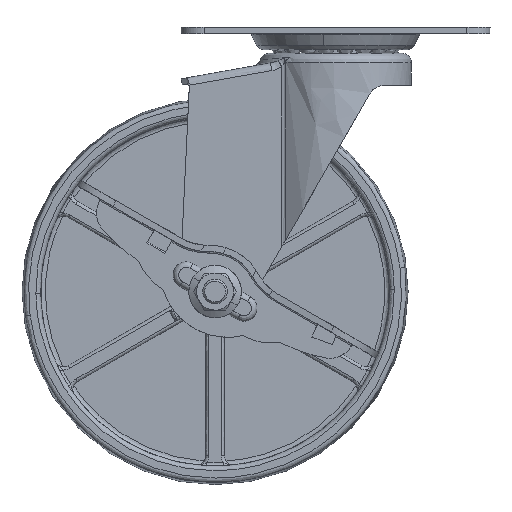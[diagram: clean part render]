
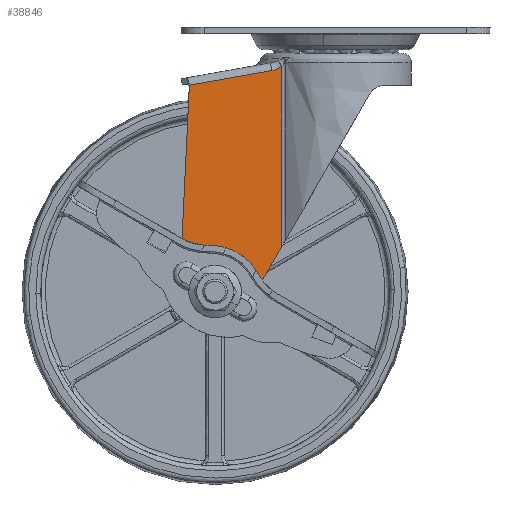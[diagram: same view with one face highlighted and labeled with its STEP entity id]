
A CAD part, front view. The second image highlights one B-rep face of the part: STEP entity #38846.
In plain terms, the highlighted free-form (B-spline) face has degree [1, 1] with [2, 2] control points.
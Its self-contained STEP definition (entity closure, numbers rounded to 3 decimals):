
#36337=CARTESIAN_POINT('',(-36.247,-18.0,-86.401));
#36338=VERTEX_POINT('',#36337);
#36344=CARTESIAN_POINT('',(-35.,-18.,-83.5));
#36345=VERTEX_POINT('',#36344);
#36346=CARTESIAN_POINT('',(-36.247,-18.0,-86.401));
#36347=CARTESIAN_POINT('',(-35.878,-18.,-86.053));
#36348=CARTESIAN_POINT('',(-35.238,-18.,-85.156));
#36349=CARTESIAN_POINT('',(-34.999,-18.,-84.075));
#36350=CARTESIAN_POINT('',(-35.,-18.,-83.5));
#36351=B_SPLINE_CURVE_WITH_KNOTS('',3,(#36346,#36347,#36348,#36349,#36350),.UNSPECIFIED.,.F.,.U.,(4,1,4),(0.,1.522,3.246),.UNSPECIFIED.);
#36352=EDGE_CURVE('',#36338,#36345,#36351,.T.);
#36354=CARTESIAN_POINT('',(-39.0,-18.0,-79.5));
#36355=VERTEX_POINT('',#36354);
#36356=CARTESIAN_POINT('',(-35.,-18.,-83.5));
#36357=CARTESIAN_POINT('',(-35.,-18.,-83.107));
#36358=CARTESIAN_POINT('',(-35.126,-18.,-82.256));
#36359=CARTESIAN_POINT('',(-35.723,-18.,-81.07));
#36360=CARTESIAN_POINT('',(-36.685,-18.,-80.154));
#36361=CARTESIAN_POINT('',(-37.822,-18.,-79.617));
#36362=CARTESIAN_POINT('',(-38.607,-18.,-79.5));
#36363=CARTESIAN_POINT('',(-39.0,-18.0,-79.5));
#36364=B_SPLINE_CURVE_WITH_KNOTS('',3,(#36356,#36357,#36358,#36359,#36360,#36361,#36362,#36363),.UNSPECIFIED.,.F.,.U.,(4,1,1,1,1,4),(0.,1.178,2.553,3.927,5.105,6.283),.UNSPECIFIED.);
#36365=EDGE_CURVE('',#36345,#36355,#36364,.T.);
#36367=CARTESIAN_POINT('',(-41.753,-18.0,-80.599));
#36368=VERTEX_POINT('',#36367);
#36369=CARTESIAN_POINT('',(-39.0,-18.0,-79.5));
#36370=CARTESIAN_POINT('',(-39.475,-18.,-79.5));
#36371=CARTESIAN_POINT('',(-40.487,-18.,-79.682));
#36372=CARTESIAN_POINT('',(-41.364,-18.0,-80.228));
#36373=CARTESIAN_POINT('',(-41.753,-18.0,-80.599));
#36374=B_SPLINE_CURVE_WITH_KNOTS('',3,(#36369,#36370,#36371,#36372,#36373),.UNSPECIFIED.,.F.,.U.,(4,1,4),(0.,1.424,3.037),.UNSPECIFIED.);
#36375=EDGE_CURVE('',#36355,#36368,#36374,.T.);
#36459=CARTESIAN_POINT('',(-43.,-18.,-83.5));
#36460=VERTEX_POINT('',#36459);
#36461=CARTESIAN_POINT('',(-41.753,-18.0,-80.599));
#36462=CARTESIAN_POINT('',(-42.171,-18.,-80.994));
#36463=CARTESIAN_POINT('',(-42.791,-18.,-81.911));
#36464=CARTESIAN_POINT('',(-43.,-18.,-82.993));
#36465=CARTESIAN_POINT('',(-43.,-18.,-83.5));
#36466=B_SPLINE_CURVE_WITH_KNOTS('',3,(#36461,#36462,#36463,#36464,#36465),.UNSPECIFIED.,.F.,.U.,(4,1,4),(0.,1.725,3.246),.UNSPECIFIED.);
#36467=EDGE_CURVE('',#36368,#36460,#36466,.T.);
#36469=CARTESIAN_POINT('',(-39.0,-18.0,-87.5));
#36470=VERTEX_POINT('',#36469);
#36471=CARTESIAN_POINT('',(-43.,-18.,-83.5));
#36472=CARTESIAN_POINT('',(-43.001,-18.,-84.056));
#36473=CARTESIAN_POINT('',(-42.833,-18.,-84.841));
#36474=CARTESIAN_POINT('',(-42.311,-18.,-85.791));
#36475=CARTESIAN_POINT('',(-41.675,-18.,-86.547));
#36476=CARTESIAN_POINT('',(-40.57,-18.,-87.285));
#36477=CARTESIAN_POINT('',(-39.556,-18.,-87.501));
#36478=CARTESIAN_POINT('',(-39.0,-18.0,-87.5));
#36479=B_SPLINE_CURVE_WITH_KNOTS('',3,(#36471,#36472,#36473,#36474,#36475,#36476,#36477,#36478),.UNSPECIFIED.,.F.,.U.,(4,1,1,1,1,4),(0.,1.669,2.356,3.24,4.614,6.283),.UNSPECIFIED.);
#36480=EDGE_CURVE('',#36460,#36470,#36479,.T.);
#36482=CARTESIAN_POINT('',(-39.0,-18.0,-87.5));
#36483=CARTESIAN_POINT('',(-38.462,-18.,-87.501));
#36484=CARTESIAN_POINT('',(-37.45,-18.,-87.293));
#36485=CARTESIAN_POINT('',(-36.591,-18.,-86.728));
#36486=CARTESIAN_POINT('',(-36.247,-18.0,-86.401));
#36487=B_SPLINE_CURVE_WITH_KNOTS('',3,(#36482,#36483,#36484,#36485,#36486),.UNSPECIFIED.,.F.,.U.,(4,1,4),(0.,1.613,3.037),.UNSPECIFIED.);
#36488=EDGE_CURVE('',#36470,#36338,#36487,.T.);
#37334=CARTESIAN_POINT('',(-47.324,-18.0,-16.693));
#37335=VERTEX_POINT('',#37334);
#37343=CARTESIAN_POINT('',(-20.595,-18.0,-11.98));
#37344=VERTEX_POINT('',#37343);
#37345=CARTESIAN_POINT('',(-20.595,-18.0,-11.98));
#37346=CARTESIAN_POINT('',(-47.324,-18.0,-16.693));
#37347=QUASI_UNIFORM_CURVE('',1,(#37345,#37346),.UNSPECIFIED.,.F.,.U.);
#37348=EDGE_CURVE('',#37344,#37335,#37347,.T.);
#37985=CARTESIAN_POINT('',(-17.385,-18.0,-10.731));
#37986=VERTEX_POINT('',#37985);
#38002=CARTESIAN_POINT('',(-17.385,-18.0,-68.974));
#38003=VERTEX_POINT('',#38002);
#38004=CARTESIAN_POINT('',(-17.385,-18.0,-68.974));
#38005=CARTESIAN_POINT('',(-17.385,-18.0,-10.731));
#38006=QUASI_UNIFORM_CURVE('',1,(#38004,#38005),.UNSPECIFIED.,.F.,.U.);
#38007=EDGE_CURVE('',#38003,#37986,#38006,.T.);
#38159=CARTESIAN_POINT('',(-50.487,-18.0,-82.952));
#38160=VERTEX_POINT('',#38159);
#38187=CARTESIAN_POINT('',(-29.03,-18.0,-89.231));
#38188=VERTEX_POINT('',#38187);
#38194=CARTESIAN_POINT('',(-50.487,-18.0,-82.952));
#38195=CARTESIAN_POINT('',(-50.533,-18.,-83.909));
#38196=CARTESIAN_POINT('',(-50.405,-18.,-85.555));
#38197=CARTESIAN_POINT('',(-49.715,-18.,-87.86));
#38198=CARTESIAN_POINT('',(-48.587,-18.,-90.033));
#38199=CARTESIAN_POINT('',(-46.964,-18.,-91.931));
#38200=CARTESIAN_POINT('',(-45.063,-18.,-93.343));
#38201=CARTESIAN_POINT('',(-43.126,-18.,-94.307));
#38202=CARTESIAN_POINT('',(-41.038,-18.,-94.895));
#38203=CARTESIAN_POINT('',(-38.918,-18.,-95.057));
#38204=CARTESIAN_POINT('',(-36.525,-18.,-94.827));
#38205=CARTESIAN_POINT('',(-34.3,-18.,-94.104));
#38206=CARTESIAN_POINT('',(-32.442,-18.,-92.993));
#38207=CARTESIAN_POINT('',(-30.667,-18.,-91.561));
#38208=CARTESIAN_POINT('',(-29.627,-18.,-90.271));
#38209=CARTESIAN_POINT('',(-29.03,-18.0,-89.231));
#38210=B_SPLINE_CURVE_WITH_KNOTS('',3,(#38194,#38195,#38196,#38197,#38198,#38199,#38200,#38201,#38202,#38203,#38204,#38205,#38206,#38207,#38208,#38209),.UNSPECIFIED.,.F.,.U.,(4,1,1,1,1,1,1,1,1,1,1,1,1,4),(0.,2.876,4.913,7.19,10.186,12.343,14.26,16.657,18.814,20.611,23.847,25.764,27.082,30.677),.UNSPECIFIED.);
#38211=EDGE_CURVE('',#38160,#38188,#38210,.T.);
#38298=CARTESIAN_POINT('',(-47.324,-18.0,-16.693));
#38299=CARTESIAN_POINT('',(-50.487,-18.0,-82.952));
#38300=QUASI_UNIFORM_CURVE('',1,(#38298,#38299),.UNSPECIFIED.,.F.,.U.);
#38301=EDGE_CURVE('',#37335,#38160,#38300,.T.);
#38685=CARTESIAN_POINT('',(-17.385,-18.0,-68.974));
#38686=CARTESIAN_POINT('',(-29.03,-18.0,-89.231));
#38687=QUASI_UNIFORM_CURVE('',1,(#38685,#38686),.UNSPECIFIED.,.F.,.U.);
#38688=EDGE_CURVE('',#38003,#38188,#38687,.T.);
#38811=CARTESIAN_POINT('',(-52.144,-18.0,-99.207));
#38812=CARTESIAN_POINT('',(-15.732,-18.0,-99.207));
#38813=CARTESIAN_POINT('',(-52.144,-18.0,-6.522));
#38814=CARTESIAN_POINT('',(-15.732,-18.0,-6.522));
#38815=B_SPLINE_SURFACE_WITH_KNOTS('',1,1,((#38811,#38813),(#38812,#38814)),.UNSPECIFIED.,.F.,.F.,.U.,(2,2),(2,2),(0.0,36.412),(0.0,92.685),.UNSPECIFIED.);
#38816=ORIENTED_EDGE('',*,*,#38007,.T.);
#38817=CARTESIAN_POINT('',(-17.385,-18.0,-10.731));
#38818=CARTESIAN_POINT('',(-17.509,-18.0,-10.809));
#38819=CARTESIAN_POINT('',(-17.634,-18.0,-10.883));
#38820=CARTESIAN_POINT('',(-17.887,-18.0,-11.026));
#38821=CARTESIAN_POINT('',(-18.015,-18.0,-11.094));
#38822=CARTESIAN_POINT('',(-18.403,-18.0,-11.289));
#38823=CARTESIAN_POINT('',(-18.666,-18.0,-11.407));
#38824=CARTESIAN_POINT('',(-19.201,-18.,-11.615));
#38825=CARTESIAN_POINT('',(-19.473,-18.0,-11.707));
#38826=CARTESIAN_POINT('',(-20.027,-18.0,-11.864));
#38827=CARTESIAN_POINT('',(-20.309,-18.0,-11.929));
#38828=CARTESIAN_POINT('',(-20.595,-18.0,-11.98));
#38829=B_SPLINE_CURVE_WITH_KNOTS('',3,(#38817,#38818,#38819,#38820,#38821,#38822,#38823,#38824,#38825,#38826,#38827,#38828),.UNSPECIFIED.,.F.,.U.,(4,2,2,2,2,4),(0.0,0.125,0.25,0.5,0.75,1.0),.UNSPECIFIED.);
#38830=EDGE_CURVE('',#37986,#37344,#38829,.T.);
#38831=ORIENTED_EDGE('',*,*,#38830,.T.);
#38832=ORIENTED_EDGE('',*,*,#37348,.T.);
#38833=ORIENTED_EDGE('',*,*,#38301,.T.);
#38834=ORIENTED_EDGE('',*,*,#38211,.T.);
#38835=ORIENTED_EDGE('',*,*,#38688,.F.);
#38836=EDGE_LOOP('',(#38816,#38831,#38832,#38833,#38834,#38835));
#38837=FACE_OUTER_BOUND('',#38836,.T.);
#38838=ORIENTED_EDGE('',*,*,#36365,.F.);
#38839=ORIENTED_EDGE('',*,*,#36352,.F.);
#38840=ORIENTED_EDGE('',*,*,#36488,.F.);
#38841=ORIENTED_EDGE('',*,*,#36480,.F.);
#38842=ORIENTED_EDGE('',*,*,#36467,.F.);
#38843=ORIENTED_EDGE('',*,*,#36375,.F.);
#38844=EDGE_LOOP('',(#38838,#38839,#38840,#38841,#38842,#38843));
#38845=FACE_BOUND('',#38844,.T.);
#38846=ADVANCED_FACE('',(#38837,#38845),#38815,.T.);
